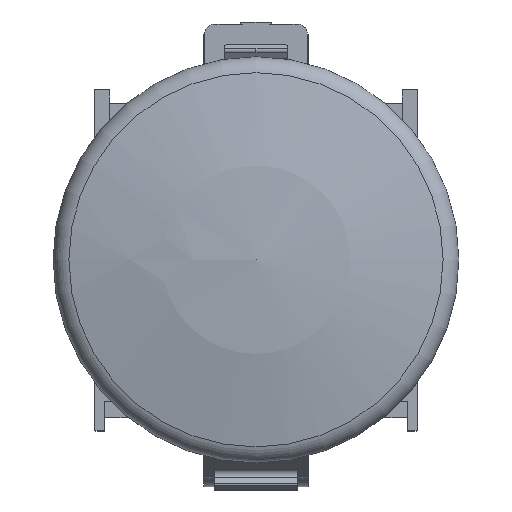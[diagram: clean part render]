
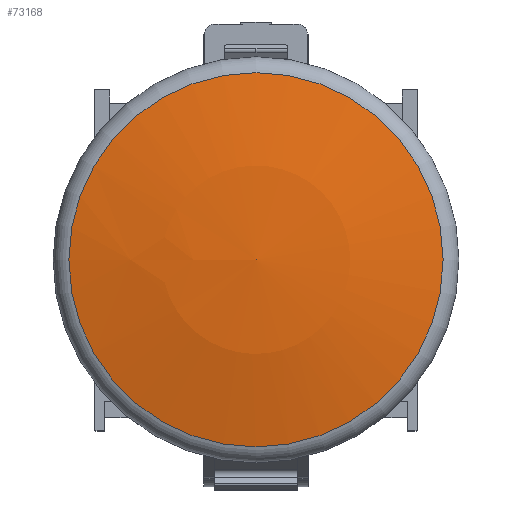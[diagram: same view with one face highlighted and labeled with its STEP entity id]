
A CAD part, top view. The second image highlights one B-rep face of the part: STEP entity #73168.
In plain terms, the highlighted spherical face has radius 79.263 mm.
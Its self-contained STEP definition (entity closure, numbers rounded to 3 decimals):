
#505=SPHERICAL_SURFACE('',#77580,79.263);
#5971=FACE_OUTER_BOUND('',#9971,.T.);
#9971=EDGE_LOOP('',(#58912,#58913,#58914,#58915));
#13612=CIRCLE('',#77578,18.209);
#13613=CIRCLE('',#77579,18.209);
#13614=CIRCLE('',#77581,79.263);
#33313=VERTEX_POINT('',#118301);
#33314=VERTEX_POINT('',#118303);
#33315=VERTEX_POINT('',#118307);
#42169=EDGE_CURVE('',#33313,#33314,#13612,.T.);
#42170=EDGE_CURVE('',#33314,#33313,#13613,.T.);
#42171=EDGE_CURVE('',#33315,#33314,#13614,.T.);
#58912=ORIENTED_EDGE('',*,*,#42171,.T.);
#58913=ORIENTED_EDGE('',*,*,#42169,.F.);
#58914=ORIENTED_EDGE('',*,*,#42170,.F.);
#58915=ORIENTED_EDGE('',*,*,#42171,.F.);
#73168=ADVANCED_FACE('',(#5971),#505,.T.);
#77578=AXIS2_PLACEMENT_3D('',#118304,#90440,#90441);
#77579=AXIS2_PLACEMENT_3D('',#118305,#90442,#90443);
#77580=AXIS2_PLACEMENT_3D('',#118306,#90444,#90445);
#77581=AXIS2_PLACEMENT_3D('',#118308,#90446,#90447);
#90440=DIRECTION('center_axis',(0.,0.,
-1.));
#90441=DIRECTION('ref_axis',(-1.,0.,0.));
#90442=DIRECTION('center_axis',(0.,0.,
-1.));
#90443=DIRECTION('ref_axis',(-1.,0.,0.));
#90444=DIRECTION('center_axis',(0.,0.,
1.));
#90445=DIRECTION('ref_axis',(1.,0.,0.));
#90446=DIRECTION('center_axis',(0.,-1.,0.));
#90447=DIRECTION('ref_axis',(-1.,0.,0.));
#118301=CARTESIAN_POINT('',(18.209,0.,19.23));
#118303=CARTESIAN_POINT('',(-18.209,0.,19.23));
#118304=CARTESIAN_POINT('Origin',(0.,0.,
19.23));
#118305=CARTESIAN_POINT('Origin',(0.,0.,
19.23));
#118306=CARTESIAN_POINT('Origin',(0.,0.,
-57.913));
#118307=CARTESIAN_POINT('',(0.,0.,21.35));
#118308=CARTESIAN_POINT('Origin',(0.,0.,
-57.913));
